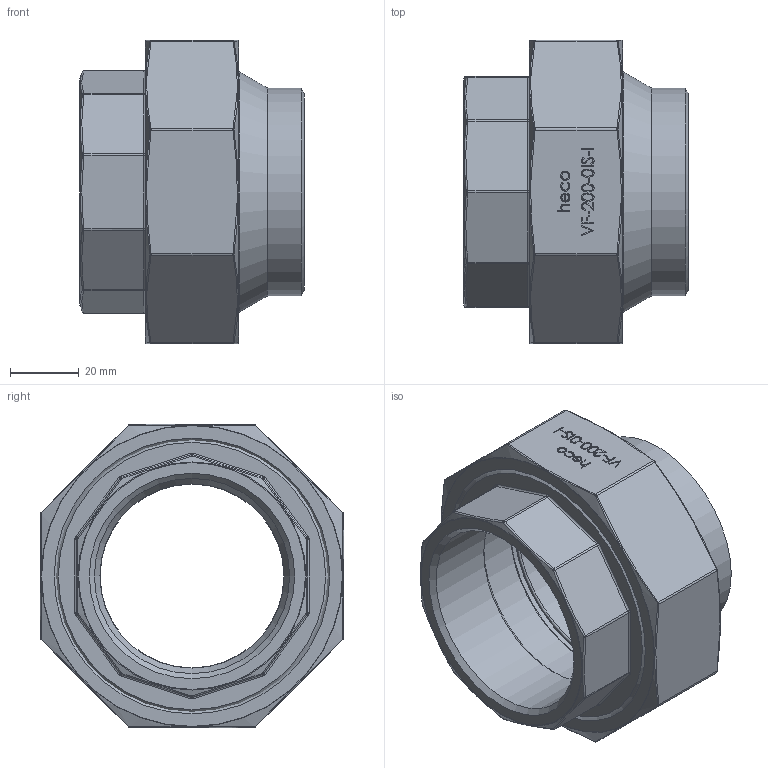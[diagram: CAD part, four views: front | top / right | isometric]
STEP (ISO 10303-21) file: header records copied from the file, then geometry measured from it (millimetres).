
FILE_DESCRIPTION (( 'STEP AP214' ), '1' );
FILE_NAME ('VF-200-0IS-I Verschraubung flach 2109.STEP', '2021-09-24T09:56:51', ( '' ), ( '' ), 'SwSTEP 2.0', 'SolidWorks 2019', '' );
FILE_SCHEMA (( 'AUTOMOTIVE_DESIGN' ));
Length unit declared in the file: millimetre
Products named in the file (1): VF-200-0IS-I Verschraubung flach 2109
Bounding box: 65 x 88 x 88 mm (x, y, z)
Volume: 134593 mm3; surface area: 55318.4 mm2
Topology: 4 solids, 4 shells, 324 faces, 780 edges, 490 vertices
Faces by surface type: bspline 135, plane 110, cylinder 40, torus 28, cone 11
Full cylindrical faces by diameter (mm): 53.3 x1, 56.654 x1, 60.3 x1, 61 x2, 63 x1, 72.5 x1, 73 x1, 77.5 x2, 77.84 x1, 80 x1
Entity records: 18536 total; most frequent: CARTESIAN_POINT 8487, ORIENTED_EDGE 1454, DIRECTION 981, EDGE_CURVE 727, VERTEX_POINT 478, EDGE_LOOP 399, FACE_OUTER_BOUND 354, AXIS2_PLACEMENT_3D 334
